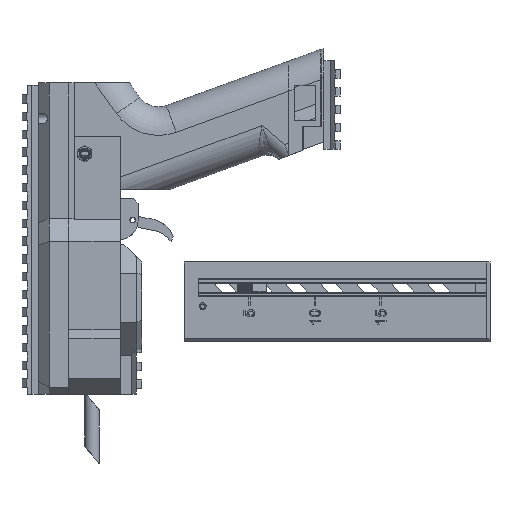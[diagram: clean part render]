
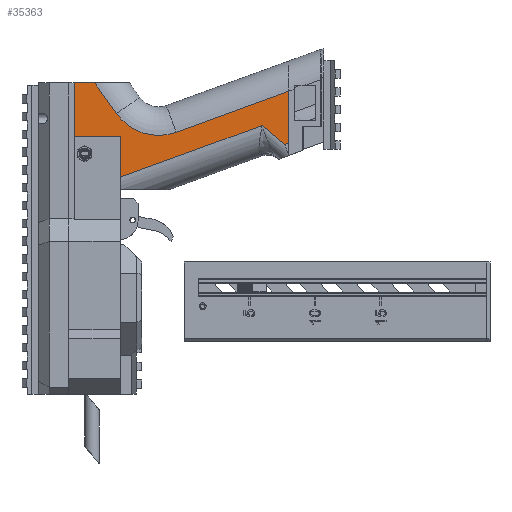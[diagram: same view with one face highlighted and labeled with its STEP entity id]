
A CAD part, left-side view. The second image highlights one B-rep face of the part: STEP entity #35363.
In plain terms, the highlighted face is planar.
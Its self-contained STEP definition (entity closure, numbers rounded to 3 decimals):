
#1630=PLANE('',#38104);
#3118=FACE_OUTER_BOUND('',#5171,.T.);
#5171=EDGE_LOOP('',(#26741,#26742,#26743,#26744,#26745,#26746,#26747,#26748,
#26749,#26750,#26751));
#7660=LINE('',#52976,#11432);
#7663=LINE('',#52984,#11435);
#7718=LINE('',#53184,#11490);
#7722=LINE('',#53381,#11494);
#7724=LINE('',#53386,#11496);
#7728=LINE('',#53397,#11500);
#7729=LINE('',#53401,#11501);
#7730=LINE('',#53403,#11502);
#7731=LINE('',#53405,#11503);
#7732=LINE('',#53406,#11504);
#11432=VECTOR('',#42529,10.);
#11435=VECTOR('',#42538,10.);
#11490=VECTOR('',#42743,10.);
#11494=VECTOR('',#42759,10.);
#11496=VECTOR('',#42765,10.);
#11500=VECTOR('',#42779,10.);
#11501=VECTOR('',#42782,10.);
#11502=VECTOR('',#42783,10.);
#11503=VECTOR('',#42784,10.);
#11504=VECTOR('',#42785,10.);
#14639=CIRCLE('',#38105,29.);
#16177=VERTEX_POINT('',#52972);
#16179=VERTEX_POINT('',#52975);
#16181=VERTEX_POINT('',#52982);
#16250=VERTEX_POINT('',#53181);
#16251=VERTEX_POINT('',#53183);
#16256=VERTEX_POINT('',#53243);
#16262=VERTEX_POINT('',#53396);
#16263=VERTEX_POINT('',#53398);
#16264=VERTEX_POINT('',#53400);
#16265=VERTEX_POINT('',#53402);
#16266=VERTEX_POINT('',#53404);
#20059=EDGE_CURVE('',#16179,#16177,#7660,.T.);
#20064=EDGE_CURVE('',#16181,#16177,#7663,.T.);
#20159=EDGE_CURVE('',#16251,#16250,#7718,.T.);
#20172=EDGE_CURVE('',#16256,#16250,#7722,.T.);
#20175=EDGE_CURVE('',#16179,#16256,#7724,.T.);
#20180=EDGE_CURVE('',#16262,#16181,#7728,.T.);
#20181=EDGE_CURVE('',#16263,#16262,#14639,.T.);
#20182=EDGE_CURVE('',#16264,#16263,#7729,.T.);
#20183=EDGE_CURVE('',#16264,#16265,#7730,.T.);
#20184=EDGE_CURVE('',#16265,#16266,#7731,.T.);
#20185=EDGE_CURVE('',#16266,#16251,#7732,.T.);
#26741=ORIENTED_EDGE('',*,*,#20172,.F.);
#26742=ORIENTED_EDGE('',*,*,#20175,.F.);
#26743=ORIENTED_EDGE('',*,*,#20059,.T.);
#26744=ORIENTED_EDGE('',*,*,#20064,.F.);
#26745=ORIENTED_EDGE('',*,*,#20180,.F.);
#26746=ORIENTED_EDGE('',*,*,#20181,.F.);
#26747=ORIENTED_EDGE('',*,*,#20182,.F.);
#26748=ORIENTED_EDGE('',*,*,#20183,.T.);
#26749=ORIENTED_EDGE('',*,*,#20184,.T.);
#26750=ORIENTED_EDGE('',*,*,#20185,.T.);
#26751=ORIENTED_EDGE('',*,*,#20159,.T.);
#35363=ADVANCED_FACE('',(#3118),#1630,.T.);
#38104=AXIS2_PLACEMENT_3D('',#53395,#42777,#42778);
#38105=AXIS2_PLACEMENT_3D('',#53399,#42780,#42781);
#42529=DIRECTION('',(0.342,-0.94,0.));
#42538=DIRECTION('',(-1.,0.,0.));
#42743=DIRECTION('',(-1.,0.,0.));
#42759=DIRECTION('',(-0.342,0.94,0.));
#42765=DIRECTION('',(0.643,0.766,0.));
#42777=DIRECTION('center_axis',(0.,0.,1.));
#42778=DIRECTION('ref_axis',(1.,0.,0.));
#42779=DIRECTION('',(0.342,-0.94,0.));
#42780=DIRECTION('center_axis',(0.,0.,1.));
#42781=DIRECTION('ref_axis',(-0.955,0.298,0.));
#42782=DIRECTION('',(-0.815,-0.579,0.));
#42783=DIRECTION('',(0.,1.,0.));
#42784=DIRECTION('',(-1.,0.,0.));
#42785=DIRECTION('',(0.,-1.,0.));
#52972=CARTESIAN_POINT('',(-16.461,-52.347,16.));
#52975=CARTESIAN_POINT('',(-17.283,-50.087,16.));
#52976=CARTESIAN_POINT('',(-17.283,-50.087,16.));
#52982=CARTESIAN_POINT('',(12.69,-52.347,16.));
#52984=CARTESIAN_POINT('',(5.785,-52.347,16.));
#53181=CARTESIAN_POINT('',(-35.588,42.286,16.));
#53183=CARTESIAN_POINT('',(-12.615,42.286,16.));
#53184=CARTESIAN_POINT('',(-52.615,42.286,16.));
#53243=CARTESIAN_POINT('',(-6.601,-37.356,16.));
#53381=CARTESIAN_POINT('',(-30.237,27.584,16.));
#53386=CARTESIAN_POINT('',(0.487,-28.909,16.));
#53395=CARTESIAN_POINT('Origin',(-10.087,12.07,16.));
#53396=CARTESIAN_POINT('',(-10.386,11.053,16.));
#53397=CARTESIAN_POINT('',(-1.11,-14.431,16.));
#53398=CARTESIAN_POINT('',(0.072,44.615,16.));
#53399=CARTESIAN_POINT('Origin',(16.865,20.972,16.));
#53400=CARTESIAN_POINT('',(17.385,56.911,16.));
#53401=CARTESIAN_POINT('',(-15.025,33.892,16.));
#53402=CARTESIAN_POINT('',(17.385,68.286,16.));
#53403=CARTESIAN_POINT('',(17.385,68.286,16.));
#53404=CARTESIAN_POINT('',(-12.615,68.286,16.));
#53405=CARTESIAN_POINT('',(-12.615,68.286,16.));
#53406=CARTESIAN_POINT('',(-12.615,42.286,16.));
